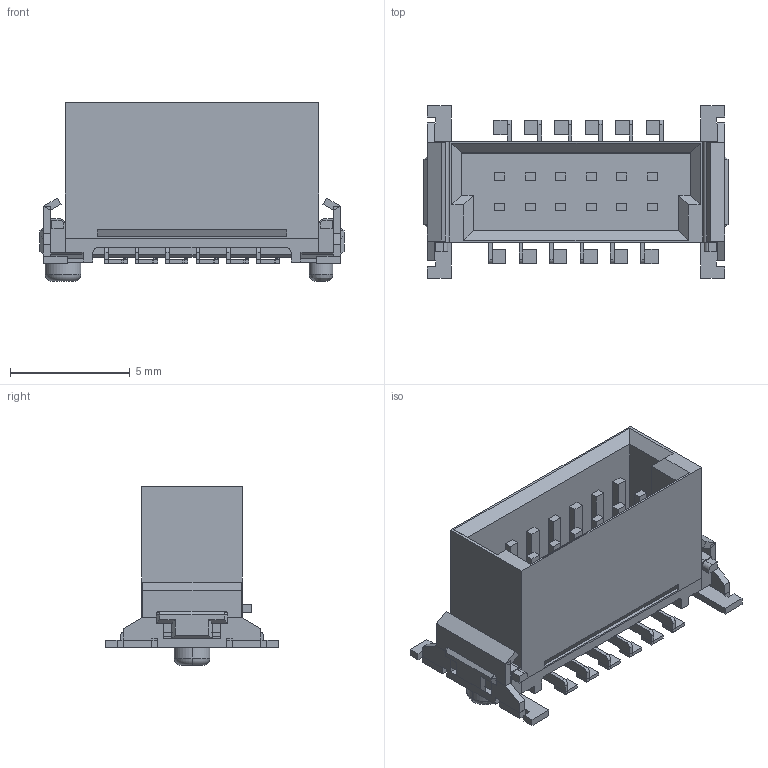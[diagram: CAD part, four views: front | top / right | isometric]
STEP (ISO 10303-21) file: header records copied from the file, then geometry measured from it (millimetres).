
FILE_DESCRIPTION((''),'2;1');
FILE_NAME('ERNI_064321.stp','2011-03-17T10:42:45',(''),(''),'Mechanical Desktop 2011','Mechanical Desktop 2011',', , ');
FILE_SCHEMA(('AUTOMOTIVE_DESIGN { 1 2 10303 214 1 1 1 1 }'));
Length unit declared in the file: millimetre
Products named in the file (1): Product
Bounding box: 12.7 x 7.2 x 7.45 mm (x, y, z)
Volume: 160.9 mm3; surface area: 898.4 mm2
Topology: 64 solids, 64 shells, 573 faces, 1313 edges, 868 vertices
Faces by surface type: plane 471, bspline 64, cylinder 32, cone 4, torus 2
Entity records: 15961 total; most frequent: CARTESIAN_POINT 3080, ORIENTED_EDGE 2616, DIRECTION 2411, EDGE_CURVE 1308, VECTOR 1227, LINE 1227, VERTEX_POINT 866, AXIS2_PLACEMENT_3D 592
